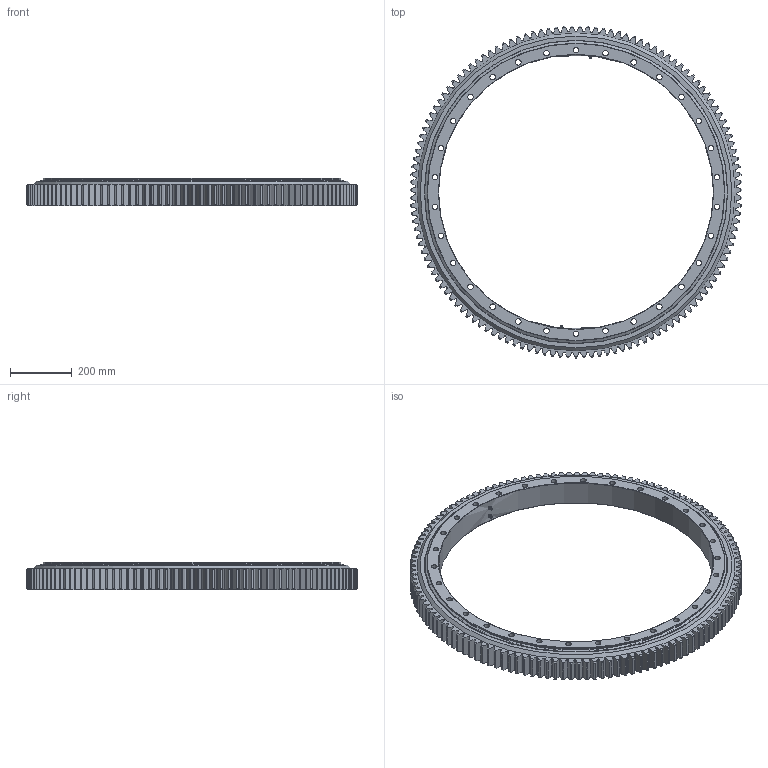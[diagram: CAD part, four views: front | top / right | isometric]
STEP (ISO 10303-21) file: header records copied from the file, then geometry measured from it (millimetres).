
FILE_DESCRIPTION (( 'STEP AP214' ), '1' );
FILE_NAME ('E.1079.2.20.10.D.3-V.STEP', '2020-05-12T07:51:11', ( '' ), ( '' ), 'SwSTEP 2.0', 'SolidWorks 2016', '' );
FILE_SCHEMA (( 'AUTOMOTIVE_DESIGN' ));
Length unit declared in the file: millimetre
Products named in the file (7): E.1079.2.20.10.D.3-V - OR; E.1079.2.20.10.D.3-V - OR Seal; Grease nipple M10x1mm; E.1079.2.20.10.D.3-V - IR; E.1079.2.20.10.D.3-V - IR Seal; Ball D20; E.1079.2.20.10.D.3-V
Assembly tree (128 placements, depth 2):
  E.1079.2.20.10.D.3-V
    E.1079.2.20.10.D.3-V - IR
    E.1079.2.20.10.D.3-V - OR
    Ball D20  x120
    E.1079.2.20.10.D.3-V - IR Seal
    E.1079.2.20.10.D.3-V - OR Seal
    Grease nipple M10x1mm  x4
Bounding box: 1078.97 x 1078.9 x 90 mm (x, y, z)
Volume: 17872063.2 mm3; surface area: 2421524.5 mm2
Topology: 128 solids, 128 shells, 1303 faces, 3707 edges, 2435 vertices
Faces by surface type: cone 366, plane 317, bspline 262, cylinder 216, sphere 120, torus 22
Full cylindrical faces by diameter (mm): 3 x4, 9 x4, 10 x4, 14 x30, 18 x30, 893 x1, 954 x2, 968 x4, 972 x4, 986 x2
Entity records: 71557 total; most frequent: CARTESIAN_POINT 44081, ORIENTED_EDGE 5976, DIRECTION 4583, EDGE_CURVE 2988, VERTEX_POINT 2053, AXIS2_PLACEMENT_3D 1699, EDGE_LOOP 1329, FACE_OUTER_BOUND 1197
